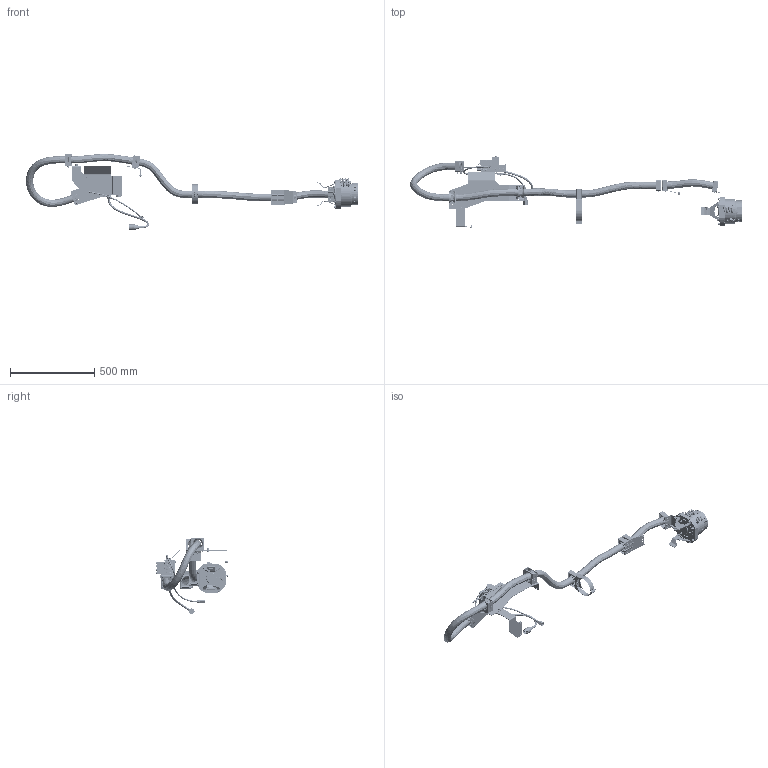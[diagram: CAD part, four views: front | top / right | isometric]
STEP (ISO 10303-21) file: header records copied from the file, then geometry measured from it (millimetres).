
FILE_DESCRIPTION (( 'STEP AP203' ), '1' );
FILE_NAME ('TS131-407.STEP', '2020-04-17T12:05:26', ( '' ), ( '' ), 'SwSTEP 2.0', 'SolidWorks 2019', '' );
FILE_SCHEMA (( 'CONFIG_CONTROL_DESIGN' ));
Products named in the file (1): TS131-407
Bounding box: 1967 x 428.04 x 452.06 mm (x, y, z)
Volume: 5487813.2 mm3; surface area: 1890692.7 mm2
Topology: 202 solids, 204 shells, 9217 faces, 22572 edges, 14264 vertices
Faces by surface type: plane 3580, cylinder 3044, bspline 1484, cone 625, torus 376, sphere 108
Entity records: 418535 total; most frequent: CARTESIAN_POINT 206763, ORIENTED_EDGE 44848, DIRECTION 42251, EDGE_CURVE 22424, AXIS2_PLACEMENT_3D 15569, VERTEX_POINT 14264, LINE 11113, VECTOR 11113
